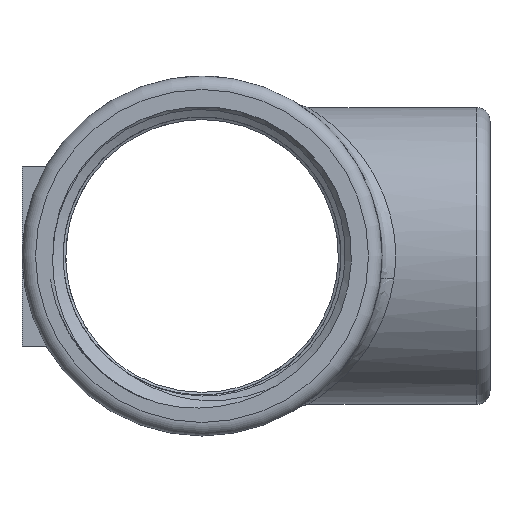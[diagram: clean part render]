
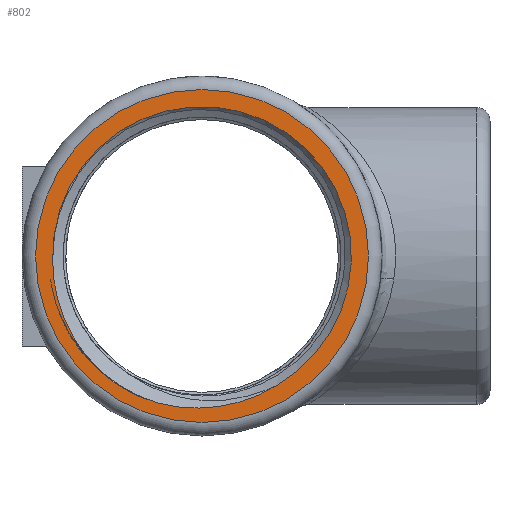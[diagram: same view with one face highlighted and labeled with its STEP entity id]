
A CAD part, left-side view. The second image highlights one B-rep face of the part: STEP entity #802.
In plain terms, the highlighted planar face has unit normal (-1, 0, 0).
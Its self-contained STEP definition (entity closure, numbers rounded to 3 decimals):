
#45=PLANE('',#852);
#100=CIRCLE('',#853,16.6);
#101=CIRCLE('',#854,18.5);
#137=B_SPLINE_CURVE_WITH_KNOTS('',3,(#11424,#11425,#11426,#11427,#11428),
 .UNSPECIFIED.,.F.,.F.,(4,1,4),(0.,0.5,1.),.UNSPECIFIED.);
#142=B_SPLINE_CURVE_WITH_KNOTS('',3,(#12905,#12906,#12907,#12908,#12909),
 .UNSPECIFIED.,.F.,.F.,(4,1,4),(0.,0.5,1.),.UNSPECIFIED.);
#147=B_SPLINE_CURVE_WITH_KNOTS('',3,(#14604,#14605,#14606,#14607,#14608,
#14609,#14610),.UNSPECIFIED.,.F.,.F.,(4,1,1,1,4),(0.,0.25,0.5,0.75,1.),
 .UNSPECIFIED.);
#297=ORIENTED_EDGE('',*,*,#501,.F.);
#298=ORIENTED_EDGE('',*,*,#509,.T.);
#299=ORIENTED_EDGE('',*,*,#496,.F.);
#300=ORIENTED_EDGE('',*,*,#506,.F.);
#301=ORIENTED_EDGE('',*,*,#510,.T.);
#496=EDGE_CURVE('',#603,#604,#137,.F.);
#501=EDGE_CURVE('',#607,#608,#142,.F.);
#506=EDGE_CURVE('',#608,#603,#147,.F.);
#509=EDGE_CURVE('',#607,#604,#100,.T.);
#510=EDGE_CURVE('',#613,#613,#101,.T.);
#603=VERTEX_POINT('',#11429);
#604=VERTEX_POINT('',#11430);
#607=VERTEX_POINT('',#12910);
#608=VERTEX_POINT('',#12911);
#613=VERTEX_POINT('',#14619);
#684=EDGE_LOOP('',(#297,#298,#299,#300));
#685=EDGE_LOOP('',(#301));
#738=FACE_BOUND('',#684,.T.);
#739=FACE_BOUND('',#685,.T.);
#802=ADVANCED_FACE('',(#738,#739),#45,.F.);
#852=AXIS2_PLACEMENT_3D('',#14616,#942,#943);
#853=AXIS2_PLACEMENT_3D('',#14617,#944,#945);
#854=AXIS2_PLACEMENT_3D('',#14618,#946,#947);
#942=DIRECTION('',(1.,0.,0.));
#943=DIRECTION('',(0.,0.,-1.));
#944=DIRECTION('',(1.,0.,0.));
#945=DIRECTION('',(0.,0.,-1.));
#946=DIRECTION('',(-1.,0.,0.));
#947=DIRECTION('',(0.,0.,-1.));
#11424=CARTESIAN_POINT('',(-31.,-8.226,-14.418));
#11425=CARTESIAN_POINT('',(-31.,-6.304,-15.601));
#11426=CARTESIAN_POINT('',(-31.,-1.992,-17.17));
#11427=CARTESIAN_POINT('',(-31.,2.608,-16.922));
#11428=CARTESIAN_POINT('',(-31.,4.807,-16.354));
#11429=CARTESIAN_POINT('',(-31.,4.807,-16.354));
#11430=CARTESIAN_POINT('',(-31.,-8.226,-14.418));
#12905=CARTESIAN_POINT('',(-31.,11.532,-12.553));
#12906=CARTESIAN_POINT('',(-31.,13.148,-10.969));
#12907=CARTESIAN_POINT('',(-31.,15.728,-7.148));
#12908=CARTESIAN_POINT('',(-31.,16.619,-2.657));
#12909=CARTESIAN_POINT('',(-31.,16.595,-0.39));
#12910=CARTESIAN_POINT('',(-31.,16.595,-0.39));
#12911=CARTESIAN_POINT('',(-31.,11.532,-12.553));
#14604=CARTESIAN_POINT('',(-31.,4.807,-16.354));
#14605=CARTESIAN_POINT('',(-31.,5.412,-16.198));
#14606=CARTESIAN_POINT('',(-31.,6.683,-15.766));
#14607=CARTESIAN_POINT('',(-31.,8.429,-14.912));
#14608=CARTESIAN_POINT('',(-31.,10.061,-13.856));
#14609=CARTESIAN_POINT('',(-31.,11.086,-12.99));
#14610=CARTESIAN_POINT('',(-31.,11.532,-12.553));
#14616=CARTESIAN_POINT('',(-31.,20.,0.));
#14617=CARTESIAN_POINT('',(-31.,0.,0.));
#14618=CARTESIAN_POINT('',(-31.,0.,0.));
#14619=CARTESIAN_POINT('',(-31.,0.,-18.5));
